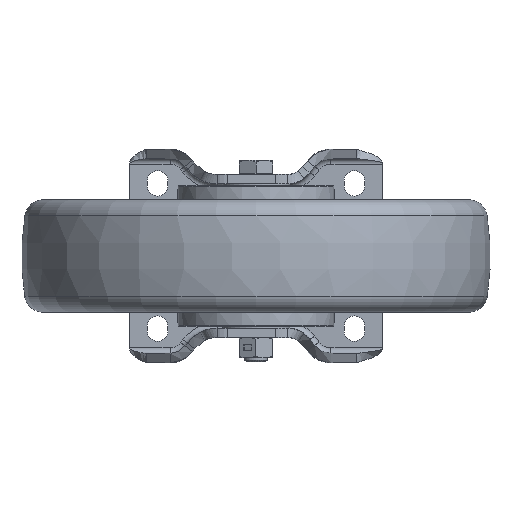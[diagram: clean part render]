
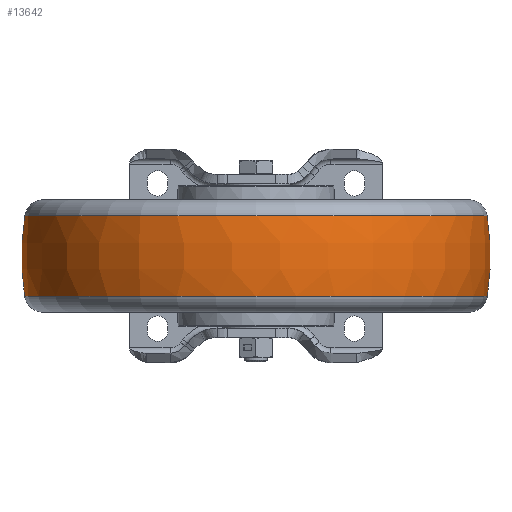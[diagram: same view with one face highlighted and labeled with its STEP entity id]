
A CAD part, front view. The second image highlights one B-rep face of the part: STEP entity #13642.
In plain terms, the highlighted toroidal (fillet/blend) face has major radius 15 mm and minor radius 140 mm.
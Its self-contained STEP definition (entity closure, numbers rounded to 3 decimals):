
#17 = DIRECTION ( 'NONE',  ( 0., 0., -1. ) ) ;
#1890 = ORIENTED_EDGE ( 'NONE', *, *, #11558, .T. ) ;
#1906 = ORIENTED_EDGE ( 'NONE', *, *, #16070, .F. ) ;
#2229 = DIRECTION ( 'NONE',  ( 0., 0., 1. ) ) ;
#2368 = VERTEX_POINT ( 'NONE', #4250 ) ;
#3463 = FACE_OUTER_BOUND ( 'NONE', #15536, .T. ) ;
#3805 = CIRCLE ( 'NONE', #4395, 123.393 ) ;
#3823 = ORIENTED_EDGE ( 'NONE', *, *, #11251, .F. ) ;
#4250 = CARTESIAN_POINT ( 'NONE',  ( -123.292, -172., 21.475 ) ) ;
#4306 = VERTEX_POINT ( 'NONE', #20360 ) ;
#4395 = AXIS2_PLACEMENT_3D ( 'NONE', #14684, #2229, #14955 ) ;
#4573 = DIRECTION ( 'NONE',  ( 0., 0., 1. ) ) ;
#5508 = AXIS2_PLACEMENT_3D ( 'NONE', #20676, #4573, #6543 ) ;
#5754 = ORIENTED_EDGE ( 'NONE', *, *, #15441, .T. ) ;
#6543 = DIRECTION ( 'NONE',  ( 1., 0., 0. ) ) ;
#7451 = AXIS2_PLACEMENT_3D ( 'NONE', #12882, #17838, #17 ) ;
#7954 = CIRCLE ( 'NONE', #7451, 140. ) ;
#8556 = CIRCLE ( 'NONE', #17201, 140. ) ;
#8618 = DIRECTION ( 'NONE',  ( 1., 0., 0. ) ) ;
#10099 = DIRECTION ( 'NONE',  ( 0., 1., 0. ) ) ;
#10264 = CIRCLE ( 'NONE', #17927, 123.292 ) ;
#10847 = VERTEX_POINT ( 'NONE', #12476 ) ;
#11251 = EDGE_CURVE ( 'NONE', #2368, #11597, #10264, .T. ) ;
#11558 = EDGE_CURVE ( 'NONE', #4306, #11597, #7954, .T. ) ;
#11597 = VERTEX_POINT ( 'NONE', #14495 ) ;
#12476 = CARTESIAN_POINT ( 'NONE',  ( -123.393, -172., -21.483 ) ) ;
#12882 = CARTESIAN_POINT ( 'NONE',  ( -15., -172., -0.329 ) ) ;
#13642 = ADVANCED_FACE ( 'NONE', ( #3463 ), #15880, .T. ) ;
#14495 = CARTESIAN_POINT ( 'NONE',  ( 123.292, -172., 21.475 ) ) ;
#14684 = CARTESIAN_POINT ( 'NONE',  ( 0., -172., -21.483 ) ) ;
#14955 = DIRECTION ( 'NONE',  ( 1., 0., 0. ) ) ;
#15282 = CARTESIAN_POINT ( 'NONE',  ( 0., -172., 21.475 ) ) ;
#15441 = EDGE_CURVE ( 'NONE', #10847, #4306, #3805, .T. ) ;
#15536 = EDGE_LOOP ( 'NONE', ( #1906, #5754, #1890, #3823 ) ) ;
#15880 = TOROIDAL_SURFACE ( 'NONE', #5508, -15., 140. ) ;
#16070 = EDGE_CURVE ( 'NONE', #10847, #2368, #8556, .T. ) ;
#17201 = AXIS2_PLACEMENT_3D ( 'NONE', #19836, #10099, #20316 ) ;
#17838 = DIRECTION ( 'NONE',  ( 0., -1., 0. ) ) ;
#17927 = AXIS2_PLACEMENT_3D ( 'NONE', #15282, #20138, #8618 ) ;
#19836 = CARTESIAN_POINT ( 'NONE',  ( 15., -172., -0.329 ) ) ;
#20138 = DIRECTION ( 'NONE',  ( 0., 0., 1. ) ) ;
#20316 = DIRECTION ( 'NONE',  ( -1., 0., 0. ) ) ;
#20360 = CARTESIAN_POINT ( 'NONE',  ( 123.393, -172., -21.483 ) ) ;
#20676 = CARTESIAN_POINT ( 'NONE',  ( 0., -172., -0.329 ) ) ;
